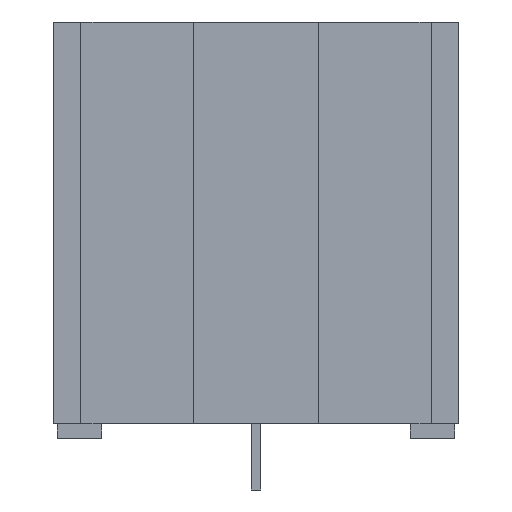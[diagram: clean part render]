
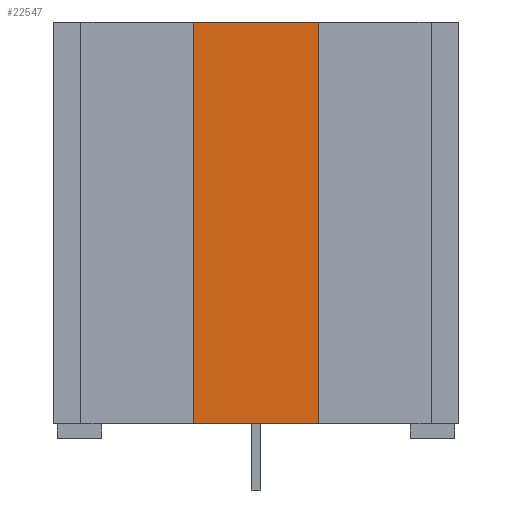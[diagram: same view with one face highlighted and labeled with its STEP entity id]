
A CAD part, left-side view. The second image highlights one B-rep face of the part: STEP entity #22547.
In plain terms, the highlighted planar face has unit normal (-1, 0, 0).
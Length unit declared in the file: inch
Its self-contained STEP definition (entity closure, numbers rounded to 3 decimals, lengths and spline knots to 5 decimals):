
#6826 = PLANE('',#6827);
#6827 = AXIS2_PLACEMENT_3D('',#6828,#6829,#6830);
#6828 = CARTESIAN_POINT('',(0.,0.,0.03937));
#6829 = DIRECTION('',(0.,0.,1.));
#6830 = DIRECTION('',(1.,0.,0.));
#12729 = PLANE('',#12730);
#12730 = AXIS2_PLACEMENT_3D('',#12731,#12732,#12733);
#12731 = CARTESIAN_POINT('',(0.,0.,1.12937));
#12732 = DIRECTION('',(0.,0.,1.));
#12733 = DIRECTION('',(1.,0.,0.));
#18022 = VERTEX_POINT('',#18023);
#18023 = CARTESIAN_POINT('',(-1.185,-0.17,0.03937));
#18037 = PLANE('',#18038);
#18038 = AXIS2_PLACEMENT_3D('',#18039,#18040,#18041);
#18039 = CARTESIAN_POINT('',(-1.15,-0.17,0.03937));
#18040 = DIRECTION('',(0.,-1.,0.));
#18041 = DIRECTION('',(0.,0.,-1.));
#18049 = EDGE_CURVE('',#18050,#18022,#18052,.T.);
#18050 = VERTEX_POINT('',#18051);
#18051 = CARTESIAN_POINT('',(-1.185,0.17,0.03937));
#18052 = SURFACE_CURVE('',#18053,(#18057,#18064),.PCURVE_S1.);
#18053 = LINE('',#18054,#18055);
#18054 = CARTESIAN_POINT('',(-1.185,0.,0.03937));
#18055 = VECTOR('',#18056,0.03937);
#18056 = DIRECTION('',(0.,-1.,0.));
#18057 = PCURVE('',#6826,#18058);
#18058 = DEFINITIONAL_REPRESENTATION('',(#18059),#18063);
#18059 = LINE('',#18060,#18061);
#18060 = CARTESIAN_POINT('',(-1.185,0.));
#18061 = VECTOR('',#18062,1.);
#18062 = DIRECTION('',(0.,-1.));
#18063 = ( GEOMETRIC_REPRESENTATION_CONTEXT(2) 
PARAMETRIC_REPRESENTATION_CONTEXT() REPRESENTATION_CONTEXT('2D SPACE',''
  ) );
#18064 = PCURVE('',#18065,#18070);
#18065 = PLANE('',#18066);
#18066 = AXIS2_PLACEMENT_3D('',#18067,#18068,#18069);
#18067 = CARTESIAN_POINT('',(-1.185,0.17,0.03937));
#18068 = DIRECTION('',(-1.,0.,0.));
#18069 = DIRECTION('',(0.,-1.,0.));
#18070 = DEFINITIONAL_REPRESENTATION('',(#18071),#18075);
#18071 = LINE('',#18072,#18073);
#18072 = CARTESIAN_POINT('',(0.17,0.));
#18073 = VECTOR('',#18074,1.);
#18074 = DIRECTION('',(1.,0.));
#18075 = ( GEOMETRIC_REPRESENTATION_CONTEXT(2) 
PARAMETRIC_REPRESENTATION_CONTEXT() REPRESENTATION_CONTEXT('2D SPACE',''
  ) );
#18093 = PLANE('',#18094);
#18094 = AXIS2_PLACEMENT_3D('',#18095,#18096,#18097);
#18095 = CARTESIAN_POINT('',(-1.15,0.17,0.03937));
#18096 = DIRECTION('',(0.,1.,0.));
#18097 = DIRECTION('',(-1.,0.,0.));
#18582 = VERTEX_POINT('',#18583);
#18583 = CARTESIAN_POINT('',(-1.185,0.17,1.12937));
#18604 = EDGE_CURVE('',#18582,#18605,#18607,.T.);
#18605 = VERTEX_POINT('',#18606);
#18606 = CARTESIAN_POINT('',(-1.185,-0.17,1.12937));
#18607 = SURFACE_CURVE('',#18608,(#18612,#18619),.PCURVE_S1.);
#18608 = LINE('',#18609,#18610);
#18609 = CARTESIAN_POINT('',(-1.185,0.,1.12937));
#18610 = VECTOR('',#18611,0.03937);
#18611 = DIRECTION('',(0.,-1.,0.));
#18612 = PCURVE('',#12729,#18613);
#18613 = DEFINITIONAL_REPRESENTATION('',(#18614),#18618);
#18614 = LINE('',#18615,#18616);
#18615 = CARTESIAN_POINT('',(-1.185,0.));
#18616 = VECTOR('',#18617,1.);
#18617 = DIRECTION('',(0.,-1.));
#18618 = ( GEOMETRIC_REPRESENTATION_CONTEXT(2) 
PARAMETRIC_REPRESENTATION_CONTEXT() REPRESENTATION_CONTEXT('2D SPACE',''
  ) );
#18619 = PCURVE('',#18065,#18620);
#18620 = DEFINITIONAL_REPRESENTATION('',(#18621),#18625);
#18621 = LINE('',#18622,#18623);
#18622 = CARTESIAN_POINT('',(0.17,1.09));
#18623 = VECTOR('',#18624,1.);
#18624 = DIRECTION('',(1.,0.));
#18625 = ( GEOMETRIC_REPRESENTATION_CONTEXT(2) 
PARAMETRIC_REPRESENTATION_CONTEXT() REPRESENTATION_CONTEXT('2D SPACE',''
  ) );
#22547 = ADVANCED_FACE('',(#22548),#18065,.T.);
#22548 = FACE_BOUND('',#22549,.T.);
#22549 = EDGE_LOOP('',(#22550,#22551,#22572,#22573));
#22550 = ORIENTED_EDGE('',*,*,#18049,.T.);
#22551 = ORIENTED_EDGE('',*,*,#22552,.T.);
#22552 = EDGE_CURVE('',#18022,#18605,#22553,.T.);
#22553 = SURFACE_CURVE('',#22554,(#22558,#22565),.PCURVE_S1.);
#22554 = LINE('',#22555,#22556);
#22555 = CARTESIAN_POINT('',(-1.185,-0.17,0.03937));
#22556 = VECTOR('',#22557,0.03937);
#22557 = DIRECTION('',(0.,0.,1.));
#22558 = PCURVE('',#18065,#22559);
#22559 = DEFINITIONAL_REPRESENTATION('',(#22560),#22564);
#22560 = LINE('',#22561,#22562);
#22561 = CARTESIAN_POINT('',(0.34,0.));
#22562 = VECTOR('',#22563,1.);
#22563 = DIRECTION('',(0.,1.));
#22564 = ( GEOMETRIC_REPRESENTATION_CONTEXT(2) 
PARAMETRIC_REPRESENTATION_CONTEXT() REPRESENTATION_CONTEXT('2D SPACE',''
  ) );
#22565 = PCURVE('',#18037,#22566);
#22566 = DEFINITIONAL_REPRESENTATION('',(#22567),#22571);
#22567 = LINE('',#22568,#22569);
#22568 = CARTESIAN_POINT('',(0.,-0.035));
#22569 = VECTOR('',#22570,1.);
#22570 = DIRECTION('',(-1.,0.));
#22571 = ( GEOMETRIC_REPRESENTATION_CONTEXT(2) 
PARAMETRIC_REPRESENTATION_CONTEXT() REPRESENTATION_CONTEXT('2D SPACE',''
  ) );
#22572 = ORIENTED_EDGE('',*,*,#18604,.F.);
#22573 = ORIENTED_EDGE('',*,*,#22574,.T.);
#22574 = EDGE_CURVE('',#18582,#18050,#22575,.T.);
#22575 = SURFACE_CURVE('',#22576,(#22580,#22587),.PCURVE_S1.);
#22576 = LINE('',#22577,#22578);
#22577 = CARTESIAN_POINT('',(-1.185,0.17,0.03937));
#22578 = VECTOR('',#22579,0.03937);
#22579 = DIRECTION('',(0.,0.,-1.));
#22580 = PCURVE('',#18065,#22581);
#22581 = DEFINITIONAL_REPRESENTATION('',(#22582),#22586);
#22582 = LINE('',#22583,#22584);
#22583 = CARTESIAN_POINT('',(0.,0.));
#22584 = VECTOR('',#22585,1.);
#22585 = DIRECTION('',(0.,-1.));
#22586 = ( GEOMETRIC_REPRESENTATION_CONTEXT(2) 
PARAMETRIC_REPRESENTATION_CONTEXT() REPRESENTATION_CONTEXT('2D SPACE',''
  ) );
#22587 = PCURVE('',#18093,#22588);
#22588 = DEFINITIONAL_REPRESENTATION('',(#22589),#22593);
#22589 = LINE('',#22590,#22591);
#22590 = CARTESIAN_POINT('',(0.035,0.));
#22591 = VECTOR('',#22592,1.);
#22592 = DIRECTION('',(0.,-1.));
#22593 = ( GEOMETRIC_REPRESENTATION_CONTEXT(2) 
PARAMETRIC_REPRESENTATION_CONTEXT() REPRESENTATION_CONTEXT('2D SPACE',''
  ) );
